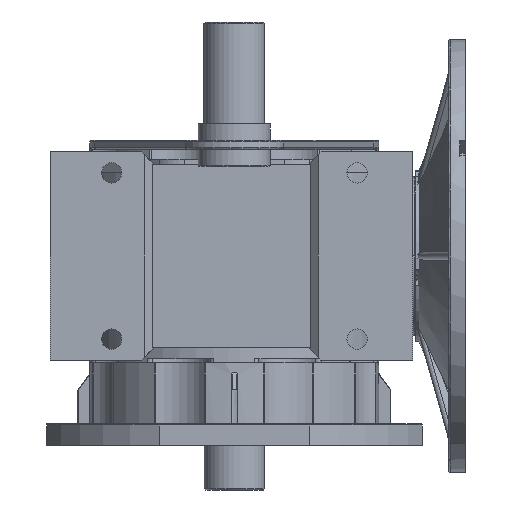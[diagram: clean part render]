
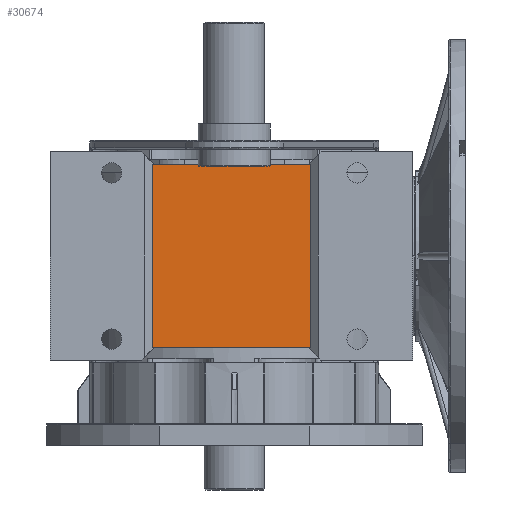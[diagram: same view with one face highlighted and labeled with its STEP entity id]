
A CAD part, front view. The second image highlights one B-rep face of the part: STEP entity #30674.
In plain terms, the highlighted planar face has unit normal (0, -1, 0).
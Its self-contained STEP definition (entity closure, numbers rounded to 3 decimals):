
#4726 = EDGE_LOOP ( 'NONE', ( #82061, #73817, #25085, #16362 ) ) ;
#4915 = CARTESIAN_POINT ( 'NONE',  ( -56.5, -122., 90.5 ) ) ;
#5151 = CARTESIAN_POINT ( 'NONE',  ( -121., -122., -36.5 ) ) ;
#7276 = VECTOR ( 'NONE', #47517, 1000. ) ;
#7978 = FACE_OUTER_BOUND ( 'NONE', #4726, .T. ) ;
#10682 = LINE ( 'NONE', #60684, #53301 ) ;
#16362 = ORIENTED_EDGE ( 'NONE', *, *, #75998, .T. ) ;
#16651 = CARTESIAN_POINT ( 'NONE',  ( 52.5, -122., -36.5 ) ) ;
#20046 = DIRECTION ( 'NONE',  ( 0., 0., -1. ) ) ;
#20685 = CARTESIAN_POINT ( 'NONE',  ( 52.5, -122., 90.5 ) ) ;
#21685 = EDGE_CURVE ( 'NONE', #65305, #33320, #52485, .T. ) ;
#24586 = VECTOR ( 'NONE', #70575, 1000. ) ;
#25085 = ORIENTED_EDGE ( 'NONE', *, *, #41722, .T. ) ;
#29905 = VERTEX_POINT ( 'NONE', #16651 ) ;
#30674 = ADVANCED_FACE ( 'NONE', ( #7978 ), #68904, .T. ) ;
#33320 = VERTEX_POINT ( 'NONE', #48153 ) ;
#41722 = EDGE_CURVE ( 'NONE', #33320, #29905, #48900, .T. ) ;
#47517 = DIRECTION ( 'NONE',  ( 1., 0., 0. ) ) ;
#48153 = CARTESIAN_POINT ( 'NONE',  ( -56.5, -122., -36.5 ) ) ;
#48900 = LINE ( 'NONE', #72207, #7276 ) ;
#49474 = DIRECTION ( 'NONE',  ( 0., -1., 0. ) ) ;
#50028 = DIRECTION ( 'NONE',  ( 0., 0., -1. ) ) ;
#51528 = VECTOR ( 'NONE', #20046, 1000. ) ;
#52485 = LINE ( 'NONE', #64404, #51528 ) ;
#53301 = VECTOR ( 'NONE', #73363, 1000. ) ;
#60684 = CARTESIAN_POINT ( 'NONE',  ( 52.5, -122., -45. ) ) ;
#64262 = AXIS2_PLACEMENT_3D ( 'NONE', #5151, #49474, #50028 ) ;
#64404 = CARTESIAN_POINT ( 'NONE',  ( -56.5, -122., -36.5 ) ) ;
#64829 = VERTEX_POINT ( 'NONE', #20685 ) ;
#65305 = VERTEX_POINT ( 'NONE', #4915 ) ;
#68903 = EDGE_CURVE ( 'NONE', #65305, #64829, #75084, .T. ) ;
#68904 = PLANE ( 'NONE',  #64262 ) ;
#70313 = CARTESIAN_POINT ( 'NONE',  ( -121., -122., 90.5 ) ) ;
#70575 = DIRECTION ( 'NONE',  ( 1., 0., 0. ) ) ;
#72207 = CARTESIAN_POINT ( 'NONE',  ( -121., -122., -36.5 ) ) ;
#73363 = DIRECTION ( 'NONE',  ( 0., 0., 1. ) ) ;
#73817 = ORIENTED_EDGE ( 'NONE', *, *, #21685, .T. ) ;
#75084 = LINE ( 'NONE', #70313, #24586 ) ;
#75998 = EDGE_CURVE ( 'NONE', #29905, #64829, #10682, .T. ) ;
#82061 = ORIENTED_EDGE ( 'NONE', *, *, #68903, .F. ) ;
